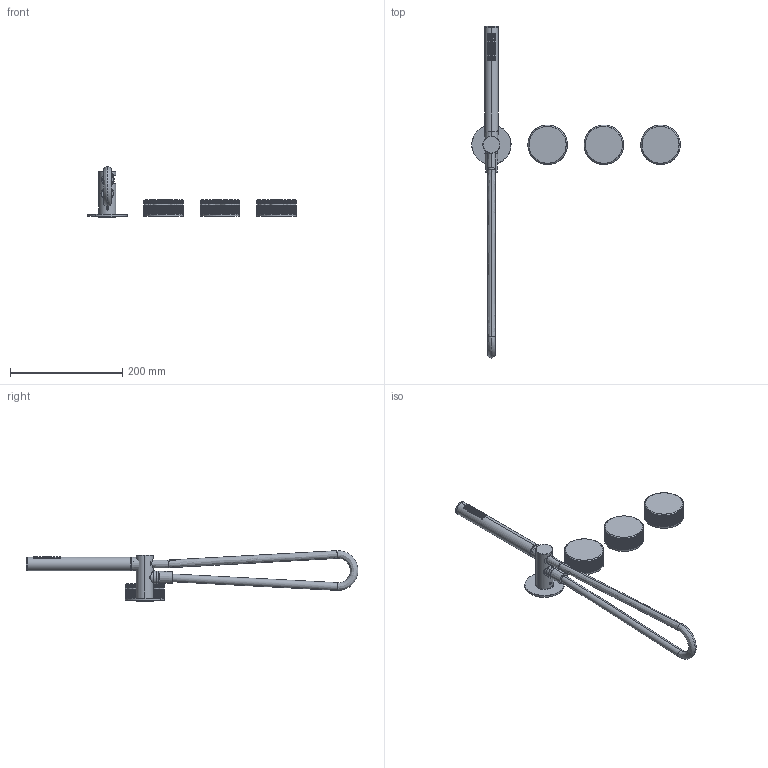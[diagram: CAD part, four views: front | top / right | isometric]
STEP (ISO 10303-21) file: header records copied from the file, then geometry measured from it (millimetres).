
FILE_DESCRIPTION (( 'STEP AP214' ), '1' );
FILE_NAME ('YRR.0005.STEP', '2023-01-09T09:00:46', ( 'Solid' ), ( '' ), 'SwSTEP 2.0', 'SolidWorks 2019', '' );
FILE_SCHEMA (( 'AUTOMOTIVE_DESIGN' ));
Length unit declared in the file: millimetre
Products named in the file (13): YRR.0005; 0044.000.25.STEP.STEP.STEP.STEP.STEP.STEP; CHUVEIRO MAO.STEP.STEP.STEP.STEP.STEP.STEP; MRS.0003.STEP.STEP.STEP.STEP; CRX.0006.STEP; 0046.000.03.STEP.STEP.STEP.STEP.STEP.STEP; C35.0023.STEP.STEP.STEP.STEP.STEP.STEP; MRR.0003.STEP.STEP.STEP; GRR; FLEXIVEL_TOMADA__GUA_CILINDRICA_LATERAL_PARA_MON_AO_CHAO.STEP.STEP.STEP.STEP.STEP.STEP; 0039.006.00.STEP.STEP.STEP.STEP.STEP.STEP; CRW.0006.STEP.STEP.STEP.STEP.STEP; CRZ.0006.STEP.STEP
Assembly tree (14 placements, depth 8):
  YRR.0005
    CRX.0006.STEP
      CRZ.0006.STEP.STEP
        MRR.0003.STEP.STEP.STEP
          MRS.0003.STEP.STEP.STEP.STEP
            CRW.0006.STEP.STEP.STEP.STEP.STEP
              C35.0023.STEP.STEP.STEP.STEP.STEP.STEP
                FLEXIVEL_TOMADA__GUA_CILINDRICA_LATERAL_PARA_MON_AO_CHAO.STEP.STEP.STEP.STEP.STEP.STEP
                0044.000.25.STEP.STEP.STEP.STEP.STEP.STEP
                0046.000.03.STEP.STEP.STEP.STEP.STEP.STEP
                0039.006.00.STEP.STEP.STEP.STEP.STEP.STEP
                CHUVEIRO MAO.STEP.STEP.STEP.STEP.STEP.STEP
    GRR  x3
Bounding box: 370.8 x 590.57 x 90.02 mm (x, y, z)
Volume: 526497.7 mm3; surface area: 148472.4 mm2
Topology: 10 solids, 10 shells, 4466 faces, 10300 edges, 5668 vertices
Faces by surface type: cylinder 1515, bspline 1008, sphere 904, plane 488, torus 429, cone 122
Entity records: 94163 total; most frequent: CARTESIAN_POINT 52127, ORIENTED_EDGE 8692, DIRECTION 8201, EDGE_CURVE 4346, AXIS2_PLACEMENT_3D 3676, VERTEX_POINT 2506, CIRCLE 2203, EDGE_LOOP 2070
